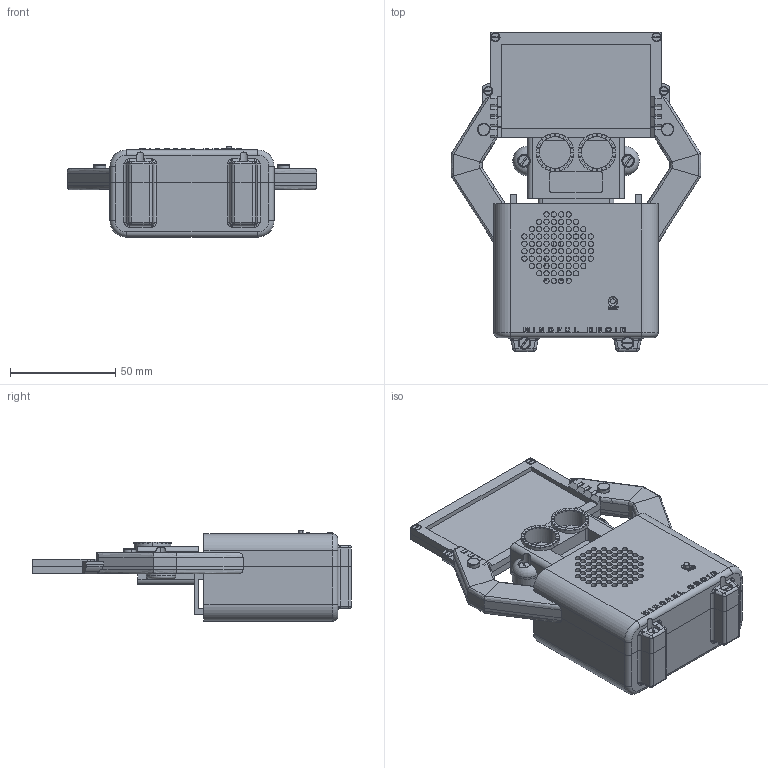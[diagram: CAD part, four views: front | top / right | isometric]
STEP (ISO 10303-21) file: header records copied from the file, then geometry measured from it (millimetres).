
FILE_DESCRIPTION (( 'STEP AP214' ), '1' );
FILE_NAME ('MINDFULL DROID FULL ASSEM.STEP', '2022-06-14T19:20:40', ( '' ), ( '' ), 'SwSTEP 2.0', 'SolidWorks 2020', '' );
FILE_SCHEMA (( 'AUTOMOTIVE_DESIGN' ));
Length unit declared in the file: millimetre
Products named in the file (36): User_Library-Chip_Capacitor2.step; R2.step; S1.step; ts-1185ec-c-a-b.step; User_Library-SOD123F.step; User_Library-V0603HD.step; Display Test; led frame template; C2.step; C3.step; MINDFUL DROID.step; C4.step; Q1.step; User_Library-C_SMD_1206.step; Featurea Display; Mindful Droid CASE back; slotted cheese head screw_bsi_BS EN ISO 1207 - M3 x 6 - 6N; Buttons; R3.step; Reset Button; C1.step; User_Library-SOT23_2_86x1_30x1_0_p1_9.step; User_Library-V0603HD_K_X_F6rper_1.step; S2.step; MINDFULL DROID FULL ASSEM; D1.step; R1.step; Open CASCADE STEP translator 6.8 1.1.1.step; R4.step; slotted countersunk flat head screw_bsi_BS EN ISO 2009 - M2 x 5 - 5N; Mindful Droid CASE front; Board.step; User_Library-V0603HD_Anschl_X_FCsse_1.step
Assembly tree (51 placements, depth 5):
  MINDFULL DROID FULL ASSEM
    Mindful Droid CASE back
    Mindful Droid CASE front
    MINDFUL DROID.step
      Board.step
        Open CASCADE STEP translator 6.8 1.1.1.step
      C1.step
        User_Library-Chip_Capacitor2.step
      C4.step
        User_Library-C_SMD_1206.step
      C3.step
        User_Library-C_SMD_1206.step
      C2.step
        User_Library-C_SMD_1206.step
      S2.step
        ts-1185ec-c-a-b.step
      S1.step
        ts-1185ec-c-a-b.step
      R4.step
        User_Library-V0603HD.step
          User_Library-V0603HD_K_X_F6rper_1.step
          User_Library-V0603HD_Anschl_X_FCsse_1.step
      R3.step
        User_Library-V0603HD.step
          User_Library-V0603HD_K_X_F6rper_1.step
          User_Library-V0603HD_Anschl_X_FCsse_1.step
      R2.step
        User_Library-V0603HD.step
          User_Library-V0603HD_K_X_F6rper_1.step
          User_Library-V0603HD_Anschl_X_FCsse_1.step
      R1.step
        User_Library-V0603HD.step
          User_Library-V0603HD_K_X_F6rper_1.step
          User_Library-V0603HD_Anschl_X_FCsse_1.step
      Q1.step
        User_Library-SOT23_2_86x1_30x1_0_p1_9.step
      D1.step
        User_Library-SOD123F.step
    Buttons  x2
    led frame template
    Reset Button
    slotted countersunk flat head screw_bsi_BS EN ISO 2009 - M2 x 5 - 5N  x4
    slotted cheese head screw_bsi_BS EN ISO 1207 - M3 x 6 - 6N  x4
    Display Test
    Featurea Display
Bounding box: 118.55 x 151.5 x 42.98 mm (x, y, z)
Volume: 87033.6 mm3; surface area: 119368.3 mm2
Topology: 35 solids, 36 shells, 4647 faces, 13012 edges, 8434 vertices
Faces by surface type: plane 3020, cylinder 1250, bspline 290, torus 53, cone 26, sphere 8
Entity records: 129387 total; most frequent: CARTESIAN_POINT 31067, ORIENTED_EDGE 20600, DIRECTION 18911, EDGE_CURVE 10302, VECTOR 7359, LINE 7359, VERTEX_POINT 6738, AXIS2_PLACEMENT_3D 5776
